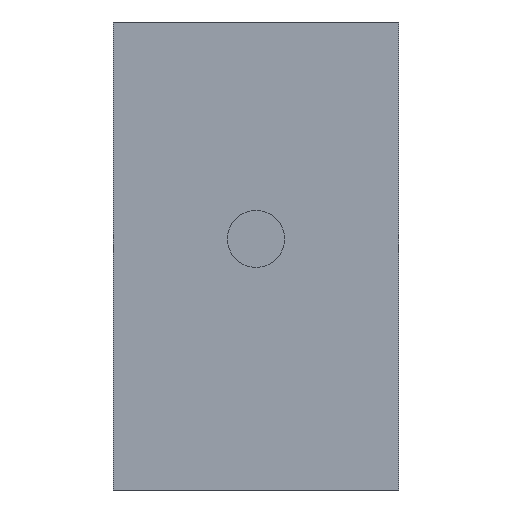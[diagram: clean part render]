
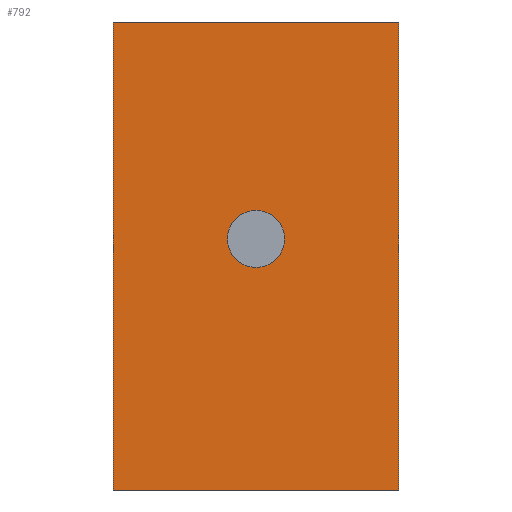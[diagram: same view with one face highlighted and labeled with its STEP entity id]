
A CAD part, front view. The second image highlights one B-rep face of the part: STEP entity #792.
In plain terms, the highlighted planar face has unit normal (0, -1, 0).
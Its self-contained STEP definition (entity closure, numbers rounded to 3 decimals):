
#11 = VERTEX_POINT ( 'NONE', #1130 ) ;
#24 = DIRECTION ( 'NONE',  ( 0., -1., 0. ) ) ;
#60 = ORIENTED_EDGE ( 'NONE', *, *, #829, .F. ) ;
#86 = CARTESIAN_POINT ( 'NONE',  ( -2.5, 0., -4.1 ) ) ;
#129 = ORIENTED_EDGE ( 'NONE', *, *, #433, .F. ) ;
#139 = ORIENTED_EDGE ( 'NONE', *, *, #182, .F. ) ;
#171 = LINE ( 'NONE', #941, #725 ) ;
#182 = EDGE_CURVE ( 'NONE', #250, #646, #337, .T. ) ;
#195 = DIRECTION ( 'NONE',  ( 1., 0., 0. ) ) ;
#210 = CARTESIAN_POINT ( 'NONE',  ( 2.5, 0., -4.1 ) ) ;
#234 = FACE_OUTER_BOUND ( 'NONE', #317, .T. ) ;
#250 = VERTEX_POINT ( 'NONE', #347 ) ;
#270 = LINE ( 'NONE', #86, #730 ) ;
#291 = LINE ( 'NONE', #1012, #1175 ) ;
#317 = EDGE_LOOP ( 'NONE', ( #508, #945, #60, #1123 ) ) ;
#321 = VERTEX_POINT ( 'NONE', #462 ) ;
#334 = FACE_BOUND ( 'NONE', #888, .T. ) ;
#337 = CIRCLE ( 'NONE', #905, 0.5 ) ;
#347 = CARTESIAN_POINT ( 'NONE',  ( 0., 0., 0.8 ) ) ;
#362 = AXIS2_PLACEMENT_3D ( 'NONE', #486, #1129, #576 ) ;
#390 = EDGE_CURVE ( 'NONE', #966, #321, #171, .T. ) ;
#417 = VECTOR ( 'NONE', #854, 1000. ) ;
#433 = EDGE_CURVE ( 'NONE', #646, #250, #692, .T. ) ;
#462 = CARTESIAN_POINT ( 'NONE',  ( 2.5, 0., 4.1 ) ) ;
#473 = VERTEX_POINT ( 'NONE', #575 ) ;
#486 = CARTESIAN_POINT ( 'NONE',  ( 0., 0., 0. ) ) ;
#508 = ORIENTED_EDGE ( 'NONE', *, *, #739, .F. ) ;
#525 = DIRECTION ( 'NONE',  ( 0., 0., 1. ) ) ;
#575 = CARTESIAN_POINT ( 'NONE',  ( 2.5, 0., -4.1 ) ) ;
#576 = DIRECTION ( 'NONE',  ( 0., 0., 1. ) ) ;
#578 = CARTESIAN_POINT ( 'NONE',  ( 0., 0., 0.3 ) ) ;
#646 = VERTEX_POINT ( 'NONE', #841 ) ;
#674 = CARTESIAN_POINT ( 'NONE',  ( -2.5, 0., 4.1 ) ) ;
#680 = DIRECTION ( 'NONE',  ( 0., 0., 1. ) ) ;
#690 = AXIS2_PLACEMENT_3D ( 'NONE', #578, #24, #680 ) ;
#692 = CIRCLE ( 'NONE', #690, 0.5 ) ;
#725 = VECTOR ( 'NONE', #195, 1000. ) ;
#730 = VECTOR ( 'NONE', #1112, 1000. ) ;
#739 = EDGE_CURVE ( 'NONE', #321, #473, #789, .T. ) ;
#789 = LINE ( 'NONE', #210, #417 ) ;
#792 = ADVANCED_FACE ( 'NONE', ( #334, #234 ), #1043, .F. ) ;
#817 = CARTESIAN_POINT ( 'NONE',  ( 0., 0., 0.3 ) ) ;
#829 = EDGE_CURVE ( 'NONE', #11, #966, #270, .T. ) ;
#841 = CARTESIAN_POINT ( 'NONE',  ( 0., 0., -0.2 ) ) ;
#854 = DIRECTION ( 'NONE',  ( 0., 0., -1. ) ) ;
#888 = EDGE_LOOP ( 'NONE', ( #139, #129 ) ) ;
#905 = AXIS2_PLACEMENT_3D ( 'NONE', #817, #1164, #525 ) ;
#941 = CARTESIAN_POINT ( 'NONE',  ( -2.5, 0., 4.1 ) ) ;
#945 = ORIENTED_EDGE ( 'NONE', *, *, #390, .F. ) ;
#966 = VERTEX_POINT ( 'NONE', #674 ) ;
#1012 = CARTESIAN_POINT ( 'NONE',  ( -2.5, 0., -4.1 ) ) ;
#1043 = PLANE ( 'NONE',  #362 ) ;
#1077 = EDGE_CURVE ( 'NONE', #473, #11, #291, .T. ) ;
#1104 = DIRECTION ( 'NONE',  ( -1., 0., 0. ) ) ;
#1112 = DIRECTION ( 'NONE',  ( 0., 0., 1. ) ) ;
#1123 = ORIENTED_EDGE ( 'NONE', *, *, #1077, .F. ) ;
#1129 = DIRECTION ( 'NONE',  ( 0., 1., 0. ) ) ;
#1130 = CARTESIAN_POINT ( 'NONE',  ( -2.5, 0., -4.1 ) ) ;
#1164 = DIRECTION ( 'NONE',  ( 0., -1., 0. ) ) ;
#1175 = VECTOR ( 'NONE', #1104, 1000. ) ;
